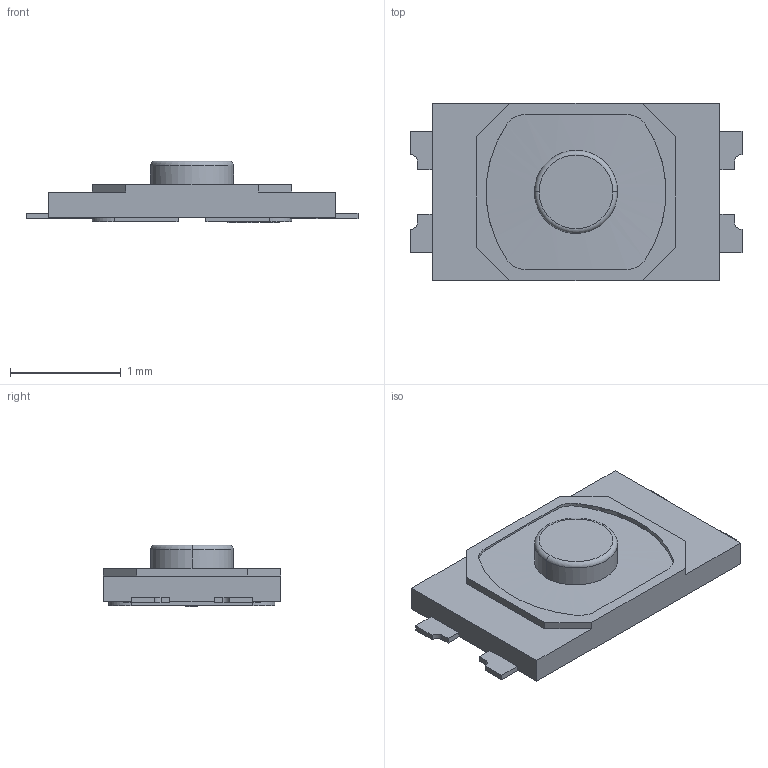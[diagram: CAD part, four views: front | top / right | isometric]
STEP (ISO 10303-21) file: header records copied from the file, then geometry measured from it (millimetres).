
FILE_DESCRIPTION((''),'2;1');
FILE_NAME('7','2021-06-05T12:43:24',('Administrator'),(''),'CREO PARAMETRIC BY PTC INC, 2016510','CREO PARAMETRIC BY PTC INC, 2016510','');
FILE_SCHEMA(('CONFIG_CONTROL_DESIGN','GEOMETRIC_VALIDATION_PROPERTIES_MIM'));
Length unit declared in the file: millimetre
Products named in the file (1): 7
Bounding box: 3 x 1.6 x 0.56 mm (x, y, z)
Volume: 1.2 mm3; surface area: 16.3 mm2
Topology: 1 solids, 2 shells, 229 faces, 627 edges, 416 vertices
Faces by surface type: plane 187, cylinder 40, torus 2
Entity records: 9045 total; most frequent: CARTESIAN_POINT 1478, ORIENTED_EDGE 1254, DIRECTION 1141, EDGE_CURVE 627, VECTOR 539, LINE 539, VERTEX_POINT 416, AXIS2_PLACEMENT_3D 301
